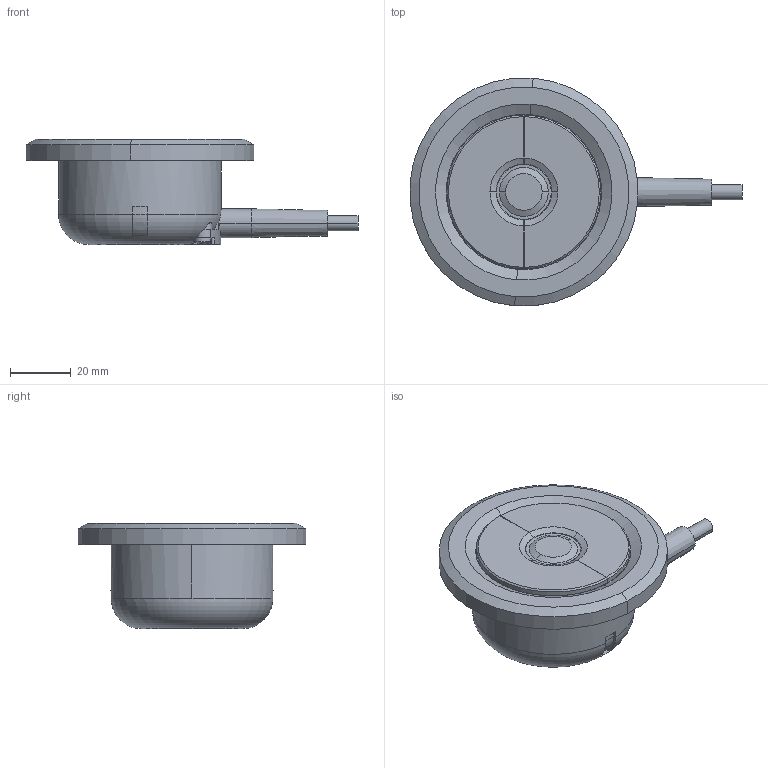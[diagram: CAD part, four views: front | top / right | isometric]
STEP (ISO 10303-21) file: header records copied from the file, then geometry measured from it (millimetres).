
FILE_DESCRIPTION (( 'STEP AP203' ), '1' );
FILE_NAME ('2.STEP', '2013-05-07T11:36:04', ( 'admin' ), ( 'Hewlett-Packard Company' ), 'SwSTEP 2.0', 'SolidWorks 2012', '' );
FILE_SCHEMA (( 'CONFIG_CONTROL_DESIGN' ));
Length unit declared in the file: millimetre
Products named in the file (1): 2
Bounding box: 108.98 x 74.75 x 34.5 mm (x, y, z)
Volume: 90569.9 mm3; surface area: 16135.9 mm2
Topology: 1 solids, 1 shells, 130 faces, 331 edges, 216 vertices
Faces by surface type: plane 64, cylinder 45, cone 14, sphere 4, torus 3
Entity records: 4297 total; most frequent: CARTESIAN_POINT 997, DIRECTION 708, ORIENTED_EDGE 662, EDGE_CURVE 331, AXIS2_PLACEMENT_3D 283, VERTEX_POINT 216, CIRCLE 152, EDGE_LOOP 143
